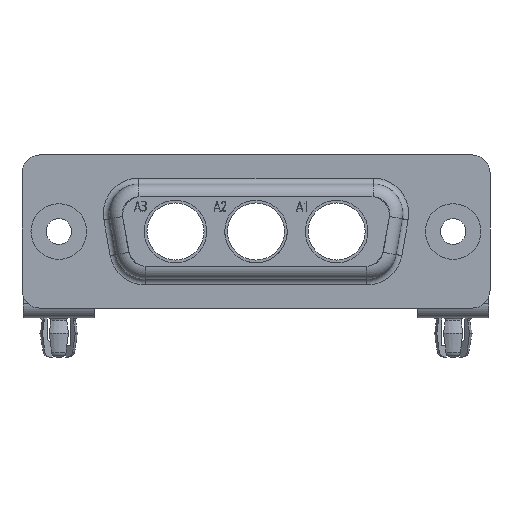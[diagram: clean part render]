
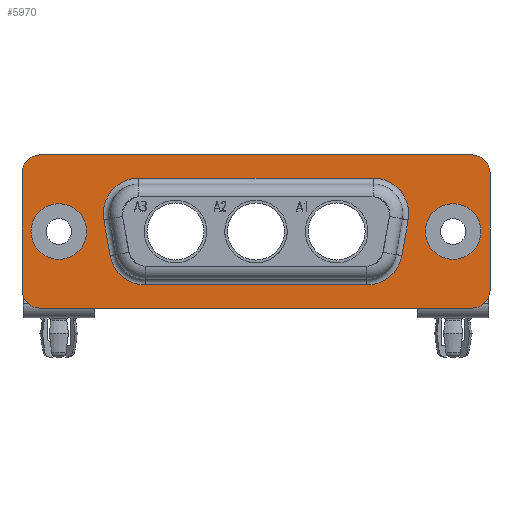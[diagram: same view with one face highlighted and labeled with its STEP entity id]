
A CAD part, front view. The second image highlights one B-rep face of the part: STEP entity #5970.
In plain terms, the highlighted face is planar.
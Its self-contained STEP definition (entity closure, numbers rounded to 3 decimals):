
#1290=CARTESIAN_POINT('',(-220.446,205.7,0.66
));
#1300=VERTEX_POINT('',#1290);
#1460=CARTESIAN_POINT('',(-220.446,186.975,0.66)
);
#1470=VERTEX_POINT('',#1460);
#1500=CARTESIAN_POINT('',(-220.446,175.246,0.66
));
#1510=DIRECTION('',(0.,1.,0.));
#1520=VECTOR('',#1510,1.);
#1530=LINE('',#1500,#1520);
#1540=EDGE_CURVE('',#1470,#1300,#1530,.T.);
#3180=CARTESIAN_POINT('',(-209.471,214.597,0.66));
#3190=VERTEX_POINT('',#3180);
#3220=CARTESIAN_POINT('',(-210.971,214.597,0.66));
#3230=DIRECTION('',(0.,0.,-1.));
#3240=DIRECTION('',(-1.,0.,0.));
#3250=AXIS2_PLACEMENT_3D('',#3220,#3230,#3240);
#3260=CIRCLE('',#3250,1.5);
#3270=CARTESIAN_POINT('',(-210.971,216.097,0.66));
#3280=VERTEX_POINT('',#3270);
#3290=EDGE_CURVE('',#3280,#3190,#3260,.T.);
#4410=CARTESIAN_POINT('',(-228.883,159.179,0.66));
#4420=DIRECTION('',(0.,0.,1.));
#4430=DIRECTION('',(0.,1.,0.));
#4440=AXIS2_PLACEMENT_3D('',#4410,#4420,#4430);
#4450=PLANE('',#4440);
#4460=CARTESIAN_POINT('',(-215.936,179.687,0.66));
#4470=DIRECTION('',(0.,0.,1.));
#4480=DIRECTION('',(0.,-1.,0.));
#4490=AXIS2_PLACEMENT_3D('',#4460,#4470,#4480);
#4500=CIRCLE('',#4490,2.35);
#4510=CARTESIAN_POINT('',(-215.936,177.337,0.66));
#4520=VERTEX_POINT('',#4510);
#4530=CARTESIAN_POINT('',(-215.936,182.037,0.66));
#4540=VERTEX_POINT('',#4530);
#4550=EDGE_CURVE('',#4520,#4540,#4500,.T.);
#4560=ORIENTED_EDGE('',*,*,#4550,.F.);
#4570=EDGE_CURVE('',#4540,#4520,#4500,.T.);
#4580=ORIENTED_EDGE('',*,*,#4570,.F.);
#4590=EDGE_LOOP('',(#4580,#4560));
#4600=FACE_BOUND('',#4590,.T.);
#4610=CARTESIAN_POINT('',(-217.446,205.7,0.66
));
#4620=DIRECTION('',(0.,0.,-1.));
#4630=DIRECTION('',(0.,-1.,0.));
#4640=AXIS2_PLACEMENT_3D('',#4610,#4620,#4630);
#4650=CIRCLE('',#4640,3.);
#4660=CARTESIAN_POINT('',(-217.967,208.654,
0.66));
#4670=VERTEX_POINT('',#4660);
#4680=EDGE_CURVE('',#1300,#4670,#4650,.T.);
#4690=ORIENTED_EDGE('',*,*,#4680,.T.);
#4700=ORIENTED_EDGE('',*,*,#1540,.T.);
#4710=CARTESIAN_POINT('',(-217.446,186.975,0.66)
);
#4720=DIRECTION('',(0.,0.,-1.));
#4730=DIRECTION('',(0.,-1.,0.));
#4740=AXIS2_PLACEMENT_3D('',#4710,#4720,#4730);
#4750=CIRCLE('',#4740,3.);
#4760=CARTESIAN_POINT('',(-217.967,184.02,
0.66));
#4770=VERTEX_POINT('',#4760);
#4780=EDGE_CURVE('',#4770,#1470,#4750,.T.);
#4790=ORIENTED_EDGE('',*,*,#4780,.T.);
#4800=CARTESIAN_POINT('',(-194.125,179.816,
0.66));
#4810=DIRECTION('',(-0.985,0.174,0.));
#4820=VECTOR('',#4810,1.);
#4830=LINE('',#4800,#4820);
#4840=CARTESIAN_POINT('',(-214.947,183.488,
0.66));
#4850=VERTEX_POINT('',#4840);
#4860=EDGE_CURVE('',#4850,#4770,#4830,.T.);
#4870=ORIENTED_EDGE('',*,*,#4860,.T.);
#4880=CARTESIAN_POINT('',(-214.426,186.442,0.66));
#4890=DIRECTION('',(0.,0.,1.));
#4900=DIRECTION('',(0.,1.,0.));
#4910=AXIS2_PLACEMENT_3D('',#4880,#4890,#4900);
#4920=CIRCLE('',#4910,3.);
#4930=CARTESIAN_POINT('',(-211.426,186.442,0.66));
#4940=VERTEX_POINT('',#4930);
#4950=EDGE_CURVE('',#4850,#4940,#4920,.T.);
#4960=ORIENTED_EDGE('',*,*,#4950,.F.);
#4970=CARTESIAN_POINT('',(-211.426,175.246,0.66
));
#4980=DIRECTION('',(0.,-1.,0.));
#4990=VECTOR('',#4980,1.);
#5000=LINE('',#4970,#4990);
#5010=CARTESIAN_POINT('',(-211.426,206.232,0.66));
#5020=VERTEX_POINT('',#5010);
#5030=EDGE_CURVE('',#5020,#4940,#5000,.T.);
#5040=ORIENTED_EDGE('',*,*,#5030,.T.);
#5050=CARTESIAN_POINT('',(-214.426,206.232,0.66));
#5060=DIRECTION('',(0.,0.,1.));
#5070=DIRECTION('',(0.,1.,0.));
#5080=AXIS2_PLACEMENT_3D('',#5050,#5060,#5070);
#5090=CIRCLE('',#5080,3.);
#5100=CARTESIAN_POINT('',(-214.947,209.187,
0.66));
#5110=VERTEX_POINT('',#5100);
#5120=EDGE_CURVE('',#5020,#5110,#5090,.T.);
#5130=ORIENTED_EDGE('',*,*,#5120,.F.);
#5140=CARTESIAN_POINT('',(-194.125,212.858,
0.66));
#5150=DIRECTION('',(0.985,0.174,0.));
#5160=VECTOR('',#5150,1.);
#5170=LINE('',#5140,#5160);
#5180=EDGE_CURVE('',#4670,#5110,#5170,.T.);
#5190=ORIENTED_EDGE('',*,*,#5180,.T.);
#5200=EDGE_LOOP('',(#5190,#5130,#5040,#4960,#4870,#4790,#4700,#4690));
#5210=FACE_BOUND('',#5200,.T.);
#5220=CARTESIAN_POINT('',(-215.936,212.987,0.66));
#5230=DIRECTION('',(0.,0.,1.));
#5240=DIRECTION('',(0.,-1.,0.));
#5250=AXIS2_PLACEMENT_3D('',#5220,#5230,#5240);
#5260=CIRCLE('',#5250,2.35);
#5270=CARTESIAN_POINT('',(-215.936,210.637,0.66));
#5280=VERTEX_POINT('',#5270);
#5290=CARTESIAN_POINT('',(-215.936,215.337,0.66));
#5300=VERTEX_POINT('',#5290);
#5310=EDGE_CURVE('',#5280,#5300,#5260,.T.);
#5320=ORIENTED_EDGE('',*,*,#5310,.F.);
#5330=EDGE_CURVE('',#5300,#5280,#5260,.T.);
#5340=ORIENTED_EDGE('',*,*,#5330,.F.);
#5350=EDGE_LOOP('',(#5340,#5320));
#5360=FACE_BOUND('',#5350,.T.);
#5370=CARTESIAN_POINT('',(-210.971,178.077,0.66));
#5380=DIRECTION('',(0.,0.,1.));
#5390=DIRECTION('',(0.,1.,0.));
#5400=AXIS2_PLACEMENT_3D('',#5370,#5380,#5390);
#5410=CIRCLE('',#5400,1.5);
#5420=CARTESIAN_POINT('',(-210.971,176.577,0.66));
#5430=VERTEX_POINT('',#5420);
#5440=CARTESIAN_POINT('',(-209.471,178.077,0.66));
#5450=VERTEX_POINT('',#5440);
#5460=EDGE_CURVE('',#5430,#5450,#5410,.T.);
#5470=ORIENTED_EDGE('',*,*,#5460,.T.);
#5480=CARTESIAN_POINT('',(-194.125,176.577,0.66
));
#5490=DIRECTION('',(-1.,0.,0.));
#5500=VECTOR('',#5490,1.);
#5510=LINE('',#5480,#5500);
#5520=CARTESIAN_POINT('',(-220.901,176.577,0.66));
#5530=VERTEX_POINT('',#5520);
#5540=EDGE_CURVE('',#5430,#5530,#5510,.T.);
#5550=ORIENTED_EDGE('',*,*,#5540,.F.);
#5560=CARTESIAN_POINT('',(-220.901,178.077,0.66));
#5570=DIRECTION('',(0.,0.,-1.));
#5580=DIRECTION('',(0.,-1.,0.));
#5590=AXIS2_PLACEMENT_3D('',#5560,#5570,#5580);
#5600=CIRCLE('',#5590,1.5);
#5610=CARTESIAN_POINT('',(-222.401,178.077,0.66));
#5620=VERTEX_POINT('',#5610);
#5630=EDGE_CURVE('',#5530,#5620,#5600,.T.);
#5640=ORIENTED_EDGE('',*,*,#5630,.F.);
#5650=CARTESIAN_POINT('',(-222.401,175.246,0.66
));
#5660=DIRECTION('',(0.,1.,0.));
#5670=VECTOR('',#5660,1.);
#5680=LINE('',#5650,#5670);
#5690=CARTESIAN_POINT('',(-222.401,214.597,0.66));
#5700=VERTEX_POINT('',#5690);
#5710=EDGE_CURVE('',#5620,#5700,#5680,.T.);
#5720=ORIENTED_EDGE('',*,*,#5710,.F.);
#5730=CARTESIAN_POINT('',(-220.901,214.597,0.66));
#5740=DIRECTION('',(0.,0.,1.));
#5750=DIRECTION('',(1.,0.,0.));
#5760=AXIS2_PLACEMENT_3D('',#5730,#5740,#5750);
#5770=CIRCLE('',#5760,1.5);
#5780=CARTESIAN_POINT('',(-220.901,216.097,0.66));
#5790=VERTEX_POINT('',#5780);
#5800=EDGE_CURVE('',#5790,#5700,#5770,.T.);
#5810=ORIENTED_EDGE('',*,*,#5800,.T.);
#5820=CARTESIAN_POINT('',(-194.125,216.097,0.66
));
#5830=DIRECTION('',(1.,0.,0.));
#5840=VECTOR('',#5830,1.);
#5850=LINE('',#5820,#5840);
#5860=EDGE_CURVE('',#5790,#3280,#5850,.T.);
#5870=ORIENTED_EDGE('',*,*,#5860,.F.);
#5880=ORIENTED_EDGE('',*,*,#3290,.F.);
#5890=CARTESIAN_POINT('',(-209.471,175.246,0.66
));
#5900=DIRECTION('',(0.,-1.,0.));
#5910=VECTOR('',#5900,1.);
#5920=LINE('',#5890,#5910);
#5930=EDGE_CURVE('',#3190,#5450,#5920,.T.);
#5940=ORIENTED_EDGE('',*,*,#5930,.F.);
#5950=EDGE_LOOP('',(#5940,#5880,#5870,#5810,#5720,#5640,#5550,#5470));
#5960=FACE_OUTER_BOUND('',#5950,.T.);
#5970=ADVANCED_FACE('',(#4600,#5210,#5360,#5960),#4450,.T.);
